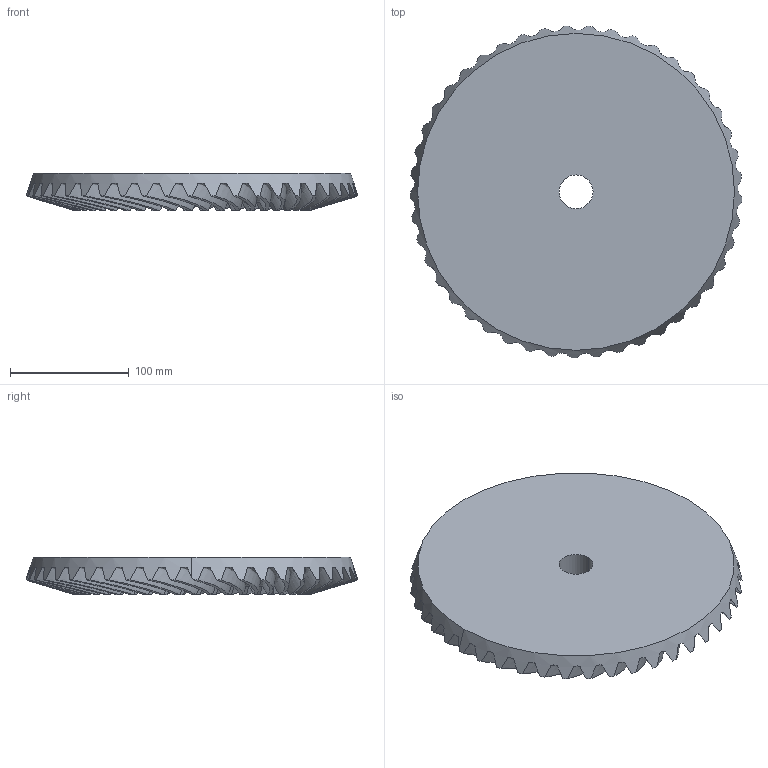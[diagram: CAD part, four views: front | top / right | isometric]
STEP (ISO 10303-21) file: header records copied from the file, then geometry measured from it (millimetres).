
FILE_DESCRIPTION((''),'2;1');
FILE_NAME('LARGE_BEVEL_GEAR','2020-12-28T20:09:32',('TINH LE'),(''),'CREO PARAMETRIC BY PTC INC, 2020154','CREO PARAMETRIC BY PTC INC, 2020154','');
FILE_SCHEMA(('CONFIG_CONTROL_DESIGN'));
Length unit declared in the file: millimetre
Products named in the file (1): LARGE_BEVEL_GEAR
Bounding box: 279.92 x 279.87 x 31.66 mm (x, y, z)
Volume: 1200940.4 mm3; surface area: 166134.8 mm2
Topology: 1 solids, 1 shells, 98 faces, 386 edges, 290 vertices
Faces by surface type: cone 49, bspline 45, plane 2, cylinder 2
Entity records: 32476 total; most frequent: CARTESIAN_POINT 29735, ORIENTED_EDGE 772, EDGE_CURVE 386, DIRECTION 308, VERTEX_POINT 290, B_SPLINE_CURVE_WITH_KNOTS 282, AXIS2_PLACEMENT_3D 151, EDGE_LOOP 100
